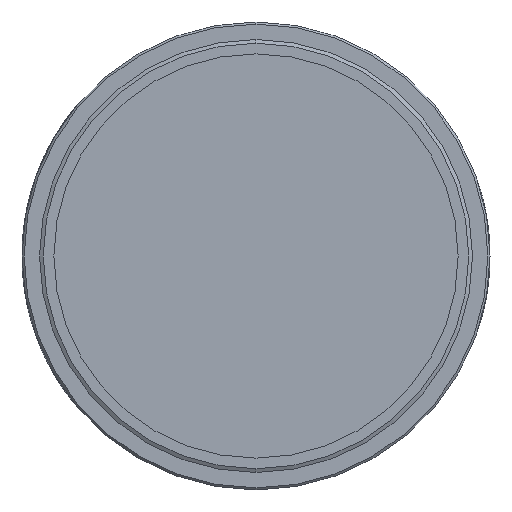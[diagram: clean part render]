
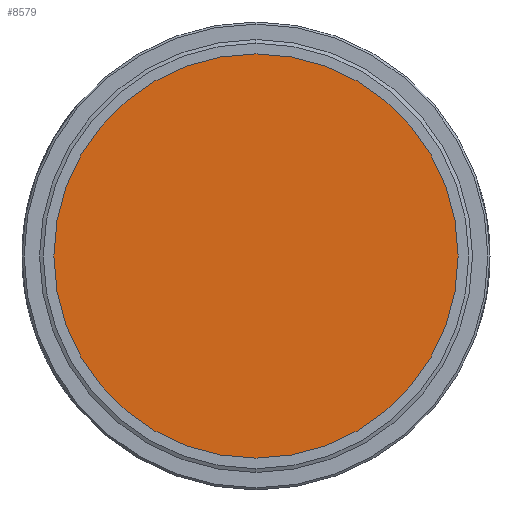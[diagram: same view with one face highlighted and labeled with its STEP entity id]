
A CAD part, left-side view. The second image highlights one B-rep face of the part: STEP entity #8579.
In plain terms, the highlighted planar face has unit normal (-1, 0, 0).
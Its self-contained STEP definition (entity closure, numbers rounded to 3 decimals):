
#496 = PLANE ( 'NONE',  #2702 ) ;
#639 = FACE_OUTER_BOUND ( 'NONE', #5983, .T. ) ;
#757 = DIRECTION ( 'NONE',  ( -1., 0., 0. ) ) ;
#2036 = AXIS2_PLACEMENT_3D ( 'NONE', #10540, #3612, #11699 ) ;
#2702 = AXIS2_PLACEMENT_3D ( 'NONE', #4003, #5173, #13232 ) ;
#3031 = ORIENTED_EDGE ( 'NONE', *, *, #12793, .T. ) ;
#3612 = DIRECTION ( 'NONE',  ( -1., 0., 0. ) ) ;
#4003 = CARTESIAN_POINT ( 'NONE',  ( -2.667, 0., 0. ) ) ;
#4016 = VERTEX_POINT ( 'NONE', #7787 ) ;
#4083 = CIRCLE ( 'NONE', #2036, 25.15 ) ;
#4253 = CIRCLE ( 'NONE', #13668, 25.15 ) ;
#5173 = DIRECTION ( 'NONE',  ( 1., 0., 0. ) ) ;
#5983 = EDGE_LOOP ( 'NONE', ( #3031, #11536 ) ) ;
#7711 = CARTESIAN_POINT ( 'NONE',  ( -2.667, 0., 0. ) ) ;
#7787 = CARTESIAN_POINT ( 'NONE',  ( -2.667, 16.421, 19.05 ) ) ;
#8579 = ADVANCED_FACE ( 'NONE', ( #639 ), #496, .F. ) ;
#8891 = DIRECTION ( 'NONE',  ( 0., 0.653, 0.757 ) ) ;
#10540 = CARTESIAN_POINT ( 'NONE',  ( -2.667, 0., 0. ) ) ;
#11054 = CARTESIAN_POINT ( 'NONE',  ( -2.667, -16.421, -19.05 ) ) ;
#11536 = ORIENTED_EDGE ( 'NONE', *, *, #12045, .T. ) ;
#11699 = DIRECTION ( 'NONE',  ( 0., 0.653, 0.757 ) ) ;
#12045 = EDGE_CURVE ( 'NONE', #13713, #4016, #4083, .T. ) ;
#12793 = EDGE_CURVE ( 'NONE', #4016, #13713, #4253, .T. ) ;
#13232 = DIRECTION ( 'NONE',  ( 0., 0.653, 0.757 ) ) ;
#13668 = AXIS2_PLACEMENT_3D ( 'NONE', #7711, #757, #8891 ) ;
#13713 = VERTEX_POINT ( 'NONE', #11054 ) ;
